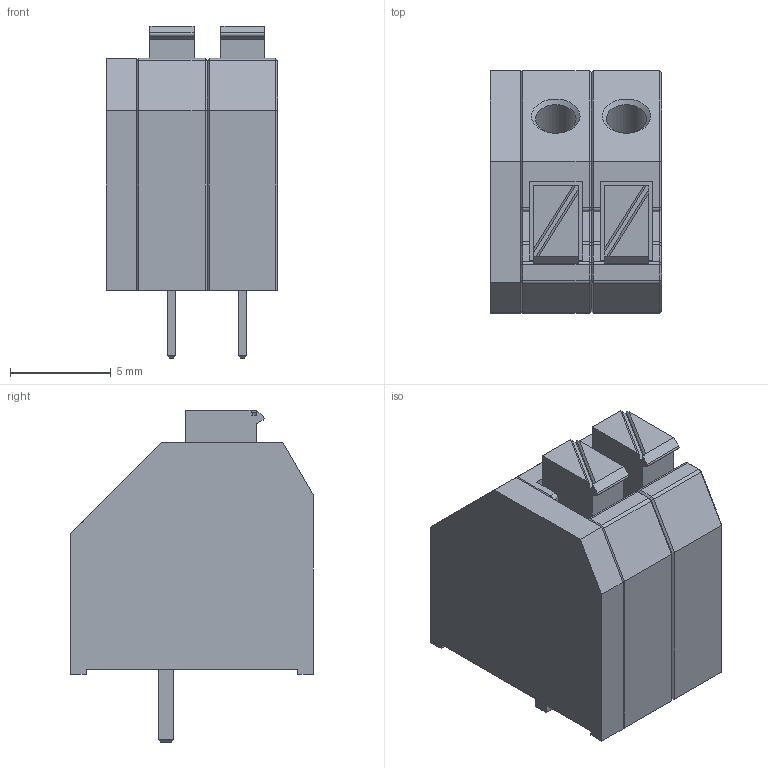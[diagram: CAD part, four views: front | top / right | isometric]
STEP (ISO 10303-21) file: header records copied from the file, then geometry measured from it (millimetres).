
FILE_DESCRIPTION(/* description */ (''),/* implementation_level */ '2;1');
FILE_NAME(/* name */ '19 84 96 3 v1.step',/* time_stamp */ '2018-05-31T15:53:37-05:00',/* author */ (''),/* organization */ (''),/* preprocessor_version */ 'ST-DEVELOPER v17',/* originating_system */ 'Autodesk Translation Framework v7.1.0.215',/* authorisation */ '');
FILE_SCHEMA (('AUTOMOTIVE_DESIGN { 1 0 10303 214 3 1 1 }'));
Length unit declared in the file: millimetre
Products named in the file (1): 19 84 96 3
Bounding box: 8.5 x 12 x 16.45 mm (x, y, z)
Volume: 1015.4 mm3; surface area: 884.4 mm2
Topology: 1 solids, 1 shells, 201 faces, 482 edges, 289 vertices
Faces by surface type: plane 145, cone 30, cylinder 26
Full cylindrical faces by diameter (mm): 2 x2
Entity records: 5688 total; most frequent: CARTESIAN_POINT 973, ORIENTED_EDGE 964, DIRECTION 961, EDGE_CURVE 482, LINE 407, VECTOR 407, VERTEX_POINT 289, AXIS2_PLACEMENT_3D 277
